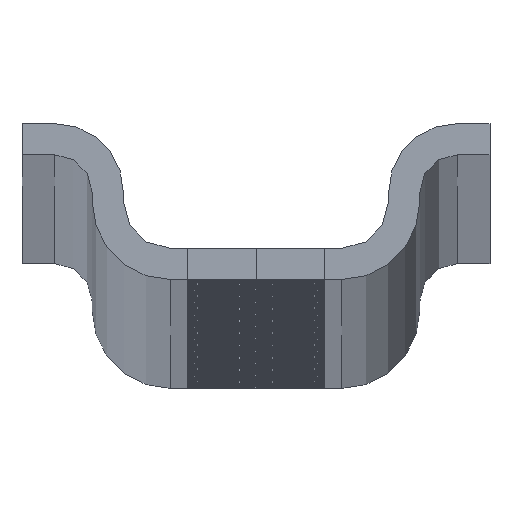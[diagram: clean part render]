
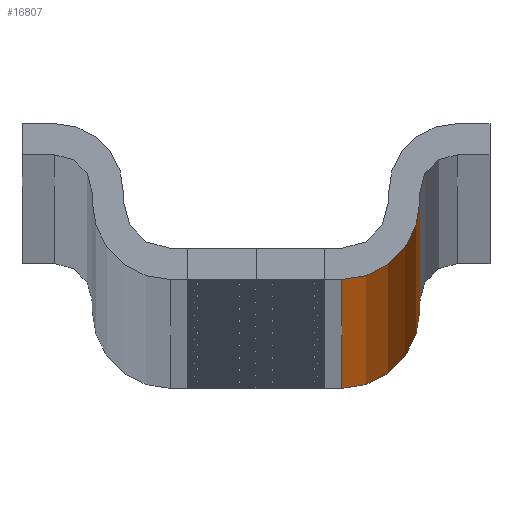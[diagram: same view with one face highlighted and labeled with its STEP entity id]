
A CAD part, top view. The second image highlights one B-rep face of the part: STEP entity #16807.
In plain terms, the highlighted cylindrical face has radius 2.5 mm (diameter 5 mm), a partial arc.
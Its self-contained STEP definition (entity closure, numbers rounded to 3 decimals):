
#799 = VECTOR ( 'NONE', #12549, 1000. ) ;
#802 = VECTOR ( 'NONE', #12524, 1000. ) ;
#3194 = EDGE_LOOP ( 'NONE', ( #8044, #8020, #8048, #8022 ) ) ;
#3622 = AXIS2_PLACEMENT_3D ( 'NONE', #13746, #13740, #13745 ) ;
#3623 = AXIS2_PLACEMENT_3D ( 'NONE', #13665, #13693, #13675 ) ;
#3640 = CIRCLE ( 'NONE', #3622, 2.5 ) ;
#3694 = CIRCLE ( 'NONE', #3731, 2.5 ) ;
#3731 = AXIS2_PLACEMENT_3D ( 'NONE', #15092, #15094, #15093 ) ;
#4964 = VERTEX_POINT ( 'NONE', #7495 ) ;
#4966 = VERTEX_POINT ( 'NONE', #7471 ) ;
#4978 = VERTEX_POINT ( 'NONE', #7467 ) ;
#5006 = VERTEX_POINT ( 'NONE', #7545 ) ;
#7467 = CARTESIAN_POINT ( 'NONE',  ( 8., 2.8, 2000. ) ) ;
#7471 = CARTESIAN_POINT ( 'NONE',  ( 5.5, 0.3, 2000. ) ) ;
#7495 = CARTESIAN_POINT ( 'NONE',  ( 5.5, 0.3, 0. ) ) ;
#7545 = CARTESIAN_POINT ( 'NONE',  ( 8., 2.8, 0. ) ) ;
#8020 = ORIENTED_EDGE ( 'NONE', *, *, #16352, .T. ) ;
#8022 = ORIENTED_EDGE ( 'NONE', *, *, #16337, .T. ) ;
#8044 = ORIENTED_EDGE ( 'NONE', *, *, #16816, .F. ) ;
#8048 = ORIENTED_EDGE ( 'NONE', *, *, #16858, .T. ) ;
#12459 = LINE ( 'NONE', #12488, #802 ) ;
#12488 = CARTESIAN_POINT ( 'NONE',  ( 8., 2.8, 2000. ) ) ;
#12524 = DIRECTION ( 'NONE',  ( 0., 0., 1. ) ) ;
#12549 = DIRECTION ( 'NONE',  ( 0., 0., -1. ) ) ;
#12557 = CARTESIAN_POINT ( 'NONE',  ( 5.5, 0.3, 2000. ) ) ;
#12565 = LINE ( 'NONE', #12557, #799 ) ;
#13664 = CYLINDRICAL_SURFACE ( 'NONE', #3623, 2.5 ) ;
#13665 = CARTESIAN_POINT ( 'NONE',  ( 5.5, 2.8, 2000. ) ) ;
#13675 = DIRECTION ( 'NONE',  ( -1., 0., 0. ) ) ;
#13681 = FACE_OUTER_BOUND ( 'NONE', #3194, .T. ) ;
#13693 = DIRECTION ( 'NONE',  ( 0., 0., -1. ) ) ;
#13740 = DIRECTION ( 'NONE',  ( 0., 0., 1. ) ) ;
#13745 = DIRECTION ( 'NONE',  ( -1., 0., 0. ) ) ;
#13746 = CARTESIAN_POINT ( 'NONE',  ( 5.5, 2.8, 2000. ) ) ;
#15092 = CARTESIAN_POINT ( 'NONE',  ( 5.5, 2.8, 0. ) ) ;
#15093 = DIRECTION ( 'NONE',  ( -1., 0., 0. ) ) ;
#15094 = DIRECTION ( 'NONE',  ( 0., 0., 1. ) ) ;
#16337 = EDGE_CURVE ( 'NONE', #5006, #4978, #12459, .T. ) ;
#16352 = EDGE_CURVE ( 'NONE', #4966, #4964, #12565, .T. ) ;
#16807 = ADVANCED_FACE ( 'NONE', ( #13681 ), #13664, .T. ) ;
#16816 = EDGE_CURVE ( 'NONE', #4966, #4978, #3640, .T. ) ;
#16858 = EDGE_CURVE ( 'NONE', #4964, #5006, #3694, .T. ) ;
